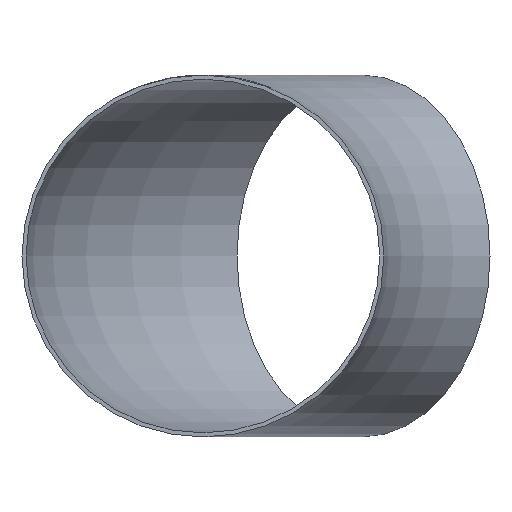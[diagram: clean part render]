
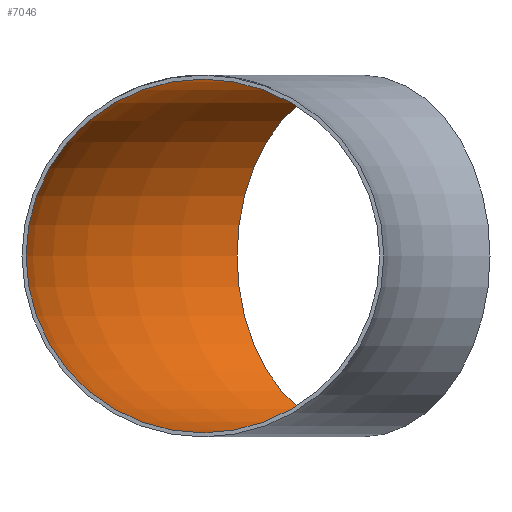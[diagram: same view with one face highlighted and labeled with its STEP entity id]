
A CAD part, front view. The second image highlights one B-rep face of the part: STEP entity #7046.
In plain terms, the highlighted toroidal (fillet/blend) face has major radius 534 mm and minor radius 173.8 mm.
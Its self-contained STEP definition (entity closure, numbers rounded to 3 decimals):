
#75 = EDGE_LOOP ( 'NONE', ( #18658 ) ) ;
#897 = DIRECTION ( 'NONE',  ( 0.707, 0.707, 0. ) ) ;
#3136 = DIRECTION ( 'NONE',  ( -0.707, 0.707, 0. ) ) ;
#5364 = DIRECTION ( 'NONE',  ( 0., 1., 0. ) ) ;
#5540 = CARTESIAN_POINT ( 'NONE',  ( -377.595, 377.595, 0. ) ) ;
#6093 = FACE_OUTER_BOUND ( 'NONE', #12056, .T. ) ;
#7046 = ADVANCED_FACE ( 'NONE', ( #8498, #6093 ), #26766, .F. ) ;
#8498 = FACE_OUTER_BOUND ( 'NONE', #75, .T. ) ;
#9875 = CARTESIAN_POINT ( 'NONE',  ( -534., 0., 0. ) ) ;
#12056 = EDGE_LOOP ( 'NONE', ( #24248 ) ) ;
#13304 = DIRECTION ( 'NONE',  ( -1., 0., 0. ) ) ;
#15154 = AXIS2_PLACEMENT_3D ( 'NONE', #9875, #5364, #16518 ) ;
#16518 = DIRECTION ( 'NONE',  ( 0., 0., 1. ) ) ;
#16842 = EDGE_CURVE ( 'NONE', #25119, #25119, #19290, .T. ) ;
#17661 = CARTESIAN_POINT ( 'NONE',  ( -500.49, 500.49, 0. ) ) ;
#18658 = ORIENTED_EDGE ( 'NONE', *, *, #16842, .T. ) ;
#19290 = CIRCLE ( 'NONE', #19312, 173.8 ) ;
#19312 = AXIS2_PLACEMENT_3D ( 'NONE', #5540, #897, #3136 ) ;
#20050 = DIRECTION ( 'NONE',  ( 0., 0., -1. ) ) ;
#22275 = VERTEX_POINT ( 'NONE', #26783 ) ;
#22304 = CIRCLE ( 'NONE', #15154, 173.8 ) ;
#24248 = ORIENTED_EDGE ( 'NONE', *, *, #25148, .F. ) ;
#25119 = VERTEX_POINT ( 'NONE', #17661 ) ;
#25148 = EDGE_CURVE ( 'NONE', #22275, #22275, #22304, .T. ) ;
#26766 = TOROIDAL_SURFACE ( 'NONE', #28207, 534., 173.8 ) ;
#26783 = CARTESIAN_POINT ( 'NONE',  ( -534., 0., 173.8 ) ) ;
#26792 = CARTESIAN_POINT ( 'NONE',  ( 0., 0., 0. ) ) ;
#28207 = AXIS2_PLACEMENT_3D ( 'NONE', #26792, #20050, #13304 ) ;
